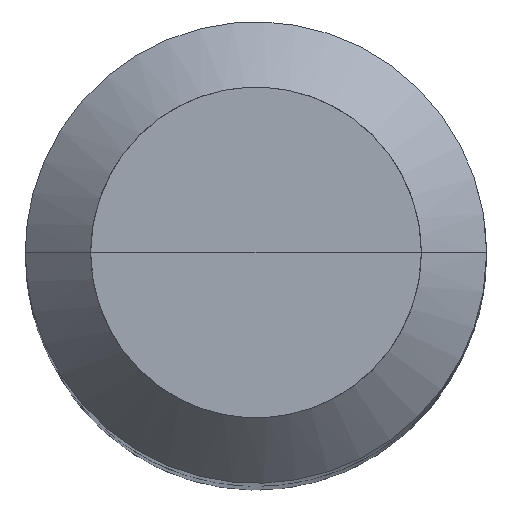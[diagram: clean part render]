
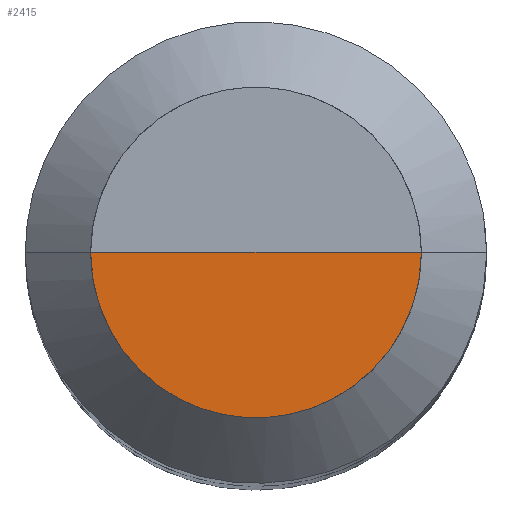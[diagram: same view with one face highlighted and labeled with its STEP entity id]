
A CAD part, top view. The second image highlights one B-rep face of the part: STEP entity #2415.
In plain terms, the highlighted free-form (B-spline) face has degree [1, 2] with [2, 5] control points.
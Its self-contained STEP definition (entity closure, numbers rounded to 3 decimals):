
#2058=CARTESIAN_POINT('',(4.3,0.0,45.0));
#2062=CARTESIAN_POINT('',(-4.3,0.0,45.0));
#2063=CARTESIAN_POINT('',(0.0,0.0,45.0));
#2076=CARTESIAN_POINT('',(-4.3,-4.3,45.0));
#2077=CARTESIAN_POINT('',(0.0,-4.3,45.0));
#2078=CARTESIAN_POINT('',(4.3,-4.3,45.0));
#2400=(
BOUNDED_SURFACE()
B_SPLINE_SURFACE(1,2,(
(#2062,#2076,#2077,#2078,#2058),
(#2063,#2063,#2063,#2063,#2063)
), .UNSPECIFIED.,.F.,.F.,.F.)
B_SPLINE_SURFACE_WITH_KNOTS((2,2),(3,2,3),(
0.0,1.0),(
0.0,0.5,1.0), .UNSPECIFIED.)
GEOMETRIC_REPRESENTATION_ITEM()
RATIONAL_B_SPLINE_SURFACE(((1.0,0.707,1.0,0.707,1.0),
(1.0,0.707,1.0,0.707,1.0)
))
REPRESENTATION_ITEM('')
SURFACE()
);
#2401=(
BOUNDED_CURVE()
B_SPLINE_CURVE(1,(#2063,#2058),.UNSPECIFIED.,.F.,.F.)
B_SPLINE_CURVE_WITH_KNOTS((2,2),
(0.0,1.0),.UNSPECIFIED.)
CURVE()
GEOMETRIC_REPRESENTATION_ITEM()
RATIONAL_B_SPLINE_CURVE((1.0,1.0))
REPRESENTATION_ITEM('')
);
#2402=(
BOUNDED_CURVE()
B_SPLINE_CURVE(2,(#2058,#2078,#2077,#2076,#2062),.UNSPECIFIED.,.F.,.F.)
B_SPLINE_CURVE_WITH_KNOTS((3,2,3),
(0.0,0.5,1.0),.UNSPECIFIED.)
CURVE()
GEOMETRIC_REPRESENTATION_ITEM()
RATIONAL_B_SPLINE_CURVE((1.0,0.707,1.0,0.707,1.0))
REPRESENTATION_ITEM('')
);
#2403=(
BOUNDED_CURVE()
B_SPLINE_CURVE(1,(#2062,#2063),.UNSPECIFIED.,.F.,.F.)
B_SPLINE_CURVE_WITH_KNOTS((2,2),
(0.0,1.0),.UNSPECIFIED.)
CURVE()
GEOMETRIC_REPRESENTATION_ITEM()
RATIONAL_B_SPLINE_CURVE((1.0,1.0))
REPRESENTATION_ITEM('')
);
#2404=VERTEX_POINT('',#2058);
#2405=VERTEX_POINT('',#2062);
#2406=VERTEX_POINT('',#2063);
#2407=EDGE_CURVE('',#2406,#2404,#2401,.T.);
#2408=EDGE_CURVE('',#2404,#2405,#2402,.T.);
#2409=EDGE_CURVE('',#2405,#2406,#2403,.T.);
#2410=ORIENTED_EDGE('',*,*,#2407,.T.);
#2411=ORIENTED_EDGE('',*,*,#2408,.T.);
#2412=ORIENTED_EDGE('',*,*,#2409,.T.);
#2413=EDGE_LOOP('',(#2410,#2411,#2412));
#2414=FACE_OUTER_BOUND('',#2413,.T.);
#2415=ADVANCED_FACE('',(#2414),#2400,.T.);
